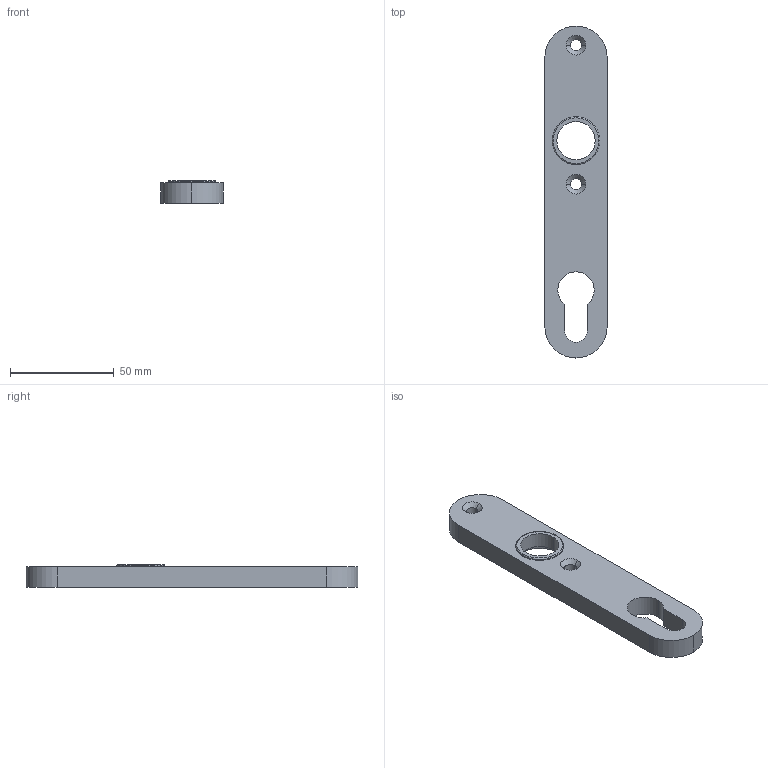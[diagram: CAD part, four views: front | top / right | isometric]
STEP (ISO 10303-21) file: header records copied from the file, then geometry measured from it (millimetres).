
FILE_DESCRIPTION (( 'STEP AP203' ), '1' );
FILE_NAME ('15552.step', '2020-10-07T07:46:43', ( '' ), ( '' ), 'SwSTEP 2.0', 'SolidWorks 2018', '' );
FILE_SCHEMA (( 'CONFIG_CONTROL_DESIGN' ));
Length unit declared in the file: millimetre
Products named in the file (5): AMF Schliessblech Konfig Teil1_15552 Teil1; AMF Schliessblech Konfig Teil1; AMF Schliessblech Konfig Teil2; AMF Schliessblech Konfig Teil2_15552 Teil2; 15552
Assembly tree (2 placements, depth 2):
  AMF Schliessblech Konfig Teil1
  AMF Schliessblech Konfig Teil2
  15552
    AMF Schliessblech Konfig Teil1_15552 Teil1
    AMF Schliessblech Konfig Teil2_15552 Teil2
Bounding box: 30 x 160 x 11 mm (x, y, z)
Volume: 37741.7 mm3; surface area: 14289.4 mm2
Topology: 2 solids, 2 shells, 216 faces, 576 edges, 382 vertices
Faces by surface type: plane 110, bspline 78, cylinder 22, cone 4, torus 2
Entity records: 11177 total; most frequent: CARTESIAN_POINT 5802, ORIENTED_EDGE 1152, DIRECTION 760, EDGE_CURVE 576, VERTEX_POINT 382, LINE 368, VECTOR 368, EDGE_LOOP 244
